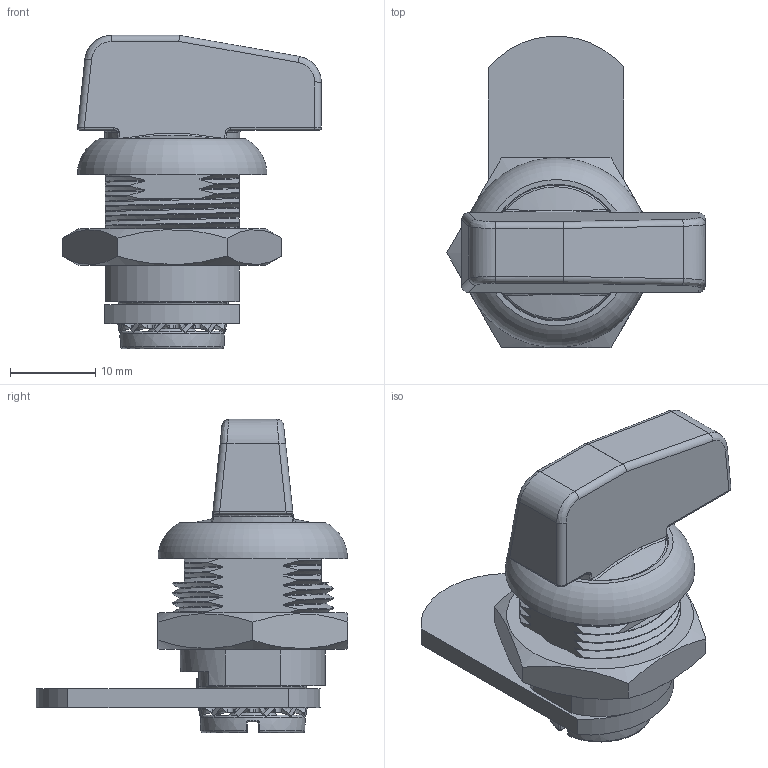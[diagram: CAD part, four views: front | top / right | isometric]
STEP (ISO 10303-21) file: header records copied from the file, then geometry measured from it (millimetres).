
FILE_DESCRIPTION((''),'2;1');
FILE_NAME('522-XA.stp','2013-06-13T16:10:50',('fredp'),(''),'Autodesk Inventor 2013','Autodesk Inventor 2013','');
FILE_SCHEMA(('AUTOMOTIVE_DESIGN { 1 0 10303 214 1 1 1 1 }'));
Length unit declared in the file: inch
Products named in the file (1): 522-XA
Bounding box: 30.29 x 36.48 x 36.71 mm (x, y, z)
Volume: 9029.9 mm3; surface area: 7964.9 mm2
Topology: 6 solids, 6 shells, 424 faces, 1130 edges, 728 vertices
Faces by surface type: cylinder 133, bspline 130, plane 121, torus 28, cone 10, sphere 2
Full cylindrical faces by diameter (mm): 1.981 x1, 5.159 x1, 5.359 x1, 6.35 x2, 12.662 x1, 12.84 x1, 14.313 x1, 15.812 x2, 16.027 x1, 16.307 x1
Entity records: 17081 total; most frequent: CARTESIAN_POINT 7004, ORIENTED_EDGE 2176, DIRECTION 1648, EDGE_CURVE 1088, VERTEX_POINT 717, AXIS2_PLACEMENT_3D 570, VECTOR 508, LINE 508
